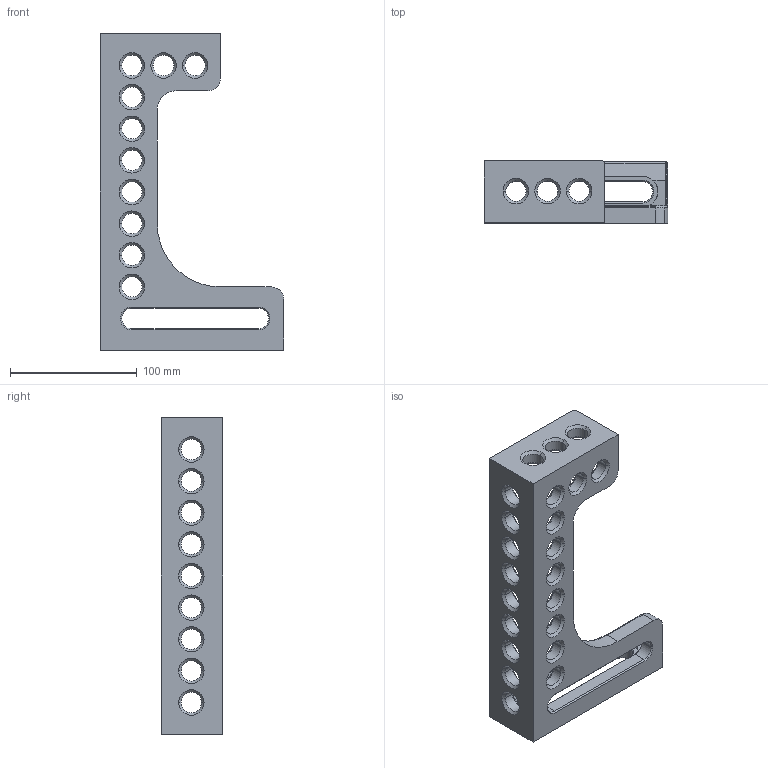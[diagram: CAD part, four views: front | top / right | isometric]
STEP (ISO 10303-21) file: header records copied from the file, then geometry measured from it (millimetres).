
FILE_DESCRIPTION(('STEP AP214'),'1');
FILE_NAME('160124.STP','2011-09-09T10:10:26',(' '),(' '),'Spatial InterOp 3D',' ',' ');
FILE_SCHEMA(('automotive_design'));
Length unit declared in the file: millimetre
Products named in the file (1): Quader
Bounding box: 145 x 49 x 250 mm (x, y, z)
Volume: 344729.1 mm3; surface area: 85731.5 mm2
Topology: 1 solids, 1 shells, 328 faces, 797 edges, 467 vertices
Faces by surface type: cylinder 140, cone 104, plane 76, sphere 4, torus 4
Entity records: 12300 total; most frequent: DIRECTION 1890, CARTESIAN_POINT 1589, ORIENTED_EDGE 1586, EDGE_CURVE 793, AXIS2_PLACEMENT_3D 768, VERTEX_POINT 467, CIRCLE 377, EDGE_LOOP 376
